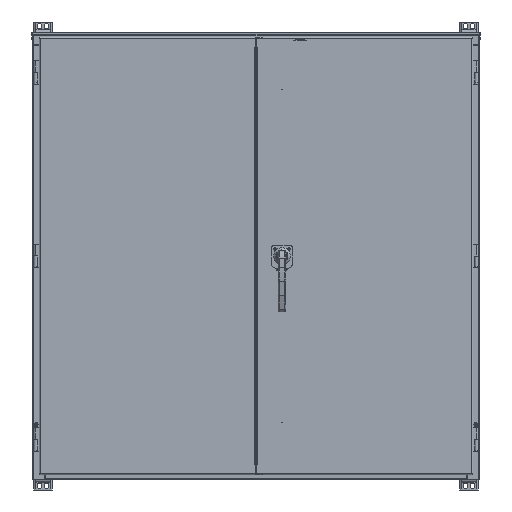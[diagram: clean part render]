
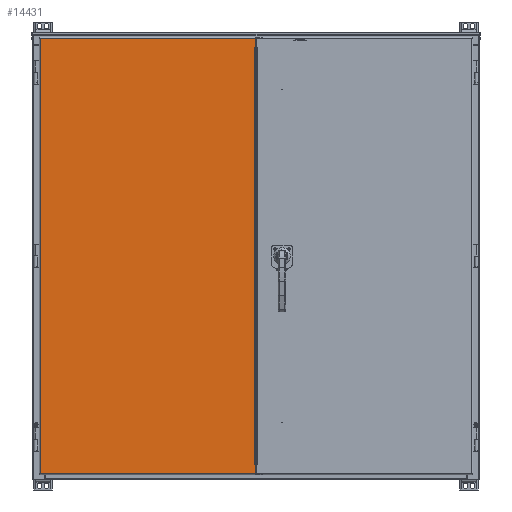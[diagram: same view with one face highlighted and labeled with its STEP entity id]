
A CAD part, front view. The second image highlights one B-rep face of the part: STEP entity #14431.
In plain terms, the highlighted planar face has unit normal (0, -1, 0).
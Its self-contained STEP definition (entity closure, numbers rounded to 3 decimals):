
#1291=LINE('',#23372,#2525);
#1292=LINE('',#23374,#2526);
#1300=LINE('',#23396,#2534);
#1302=LINE('',#23400,#2536);
#1303=LINE('',#23402,#2537);
#1304=LINE('',#23404,#2538);
#1305=LINE('',#23406,#2539);
#1306=LINE('',#23408,#2540);
#1307=LINE('',#23409,#2541);
#1308=LINE('',#23410,#2542);
#2525=VECTOR('',#19050,1000.);
#2526=VECTOR('',#19053,1000.);
#2534=VECTOR('',#19067,1000.);
#2536=VECTOR('',#19071,1000.);
#2537=VECTOR('',#19072,1000.);
#2538=VECTOR('',#19073,1000.);
#2539=VECTOR('',#19074,1000.);
#2540=VECTOR('',#19075,1000.);
#2541=VECTOR('',#19076,1000.);
#2542=VECTOR('',#19077,1000.);
#4904=ORIENTED_EDGE('',*,*,#7949,.F.);
#4905=ORIENTED_EDGE('',*,*,#7962,.T.);
#4906=ORIENTED_EDGE('',*,*,#7963,.T.);
#4907=ORIENTED_EDGE('',*,*,#7964,.T.);
#4908=ORIENTED_EDGE('',*,*,#7965,.T.);
#4909=ORIENTED_EDGE('',*,*,#7966,.T.);
#4910=ORIENTED_EDGE('',*,*,#7950,.T.);
#4911=ORIENTED_EDGE('',*,*,#7967,.F.);
#4912=ORIENTED_EDGE('',*,*,#7960,.F.);
#4913=ORIENTED_EDGE('',*,*,#7968,.T.);
#7949=EDGE_CURVE('',#9659,#9657,#1291,.T.);
#7950=EDGE_CURVE('',#9660,#9661,#1292,.T.);
#7960=EDGE_CURVE('',#9670,#9671,#1300,.T.);
#7962=EDGE_CURVE('',#9659,#9672,#1302,.T.);
#7963=EDGE_CURVE('',#9672,#9673,#1303,.T.);
#7964=EDGE_CURVE('',#9673,#9674,#1304,.T.);
#7965=EDGE_CURVE('',#9674,#9675,#1305,.T.);
#7966=EDGE_CURVE('',#9675,#9660,#1306,.T.);
#7967=EDGE_CURVE('',#9671,#9661,#1307,.T.);
#7968=EDGE_CURVE('',#9670,#9657,#1308,.T.);
#9657=VERTEX_POINT('',#23367);
#9659=VERTEX_POINT('',#23371);
#9660=VERTEX_POINT('',#23375);
#9661=VERTEX_POINT('',#23376);
#9670=VERTEX_POINT('',#23395);
#9671=VERTEX_POINT('',#23397);
#9672=VERTEX_POINT('',#23401);
#9673=VERTEX_POINT('',#23403);
#9674=VERTEX_POINT('',#23405);
#9675=VERTEX_POINT('',#23407);
#11565=EDGE_LOOP('',(#4904,#4905,#4906,#4907,#4908,#4909,#4910,#4911,#4912,
#4913));
#12833=FACE_BOUND('',#11565,.T.);
#13737=PLANE('',#16264);
#14431=ADVANCED_FACE('',(#12833),#13737,.T.);
#16264=AXIS2_PLACEMENT_3D('',#23399,#19069,#19070);
#19050=DIRECTION('',(0.,0.,-1.));
#19053=DIRECTION('',(0.,0.,1.));
#19067=DIRECTION('',(0.,0.,-1.));
#19069=DIRECTION('',(0.,-1.,0.));
#19070=DIRECTION('',(0.,0.,-1.));
#19071=DIRECTION('',(1.,0.,0.));
#19072=DIRECTION('',(0.,0.,1.));
#19073=DIRECTION('',(-1.,0.,0.));
#19074=DIRECTION('',(0.,0.,-1.));
#19075=DIRECTION('',(1.,0.,0.));
#19076=DIRECTION('',(1.,0.,0.));
#19077=DIRECTION('',(0.,0.,1.));
#23367=CARTESIAN_POINT('',(292.113,0.,569.341));
#23371=CARTESIAN_POINT('',(292.113,0.,569.343));
#23372=CARTESIAN_POINT('',(292.113,0.,-569.343));
#23374=CARTESIAN_POINT('',(294.831,0.,-596.9));
#23375=CARTESIAN_POINT('',(294.831,0.,-594.182));
#23376=CARTESIAN_POINT('',(294.831,0.,-569.343));
#23395=CARTESIAN_POINT('',(292.113,0.,-569.341));
#23396=CARTESIAN_POINT('',(292.113,0.,-569.343));
#23397=CARTESIAN_POINT('',(292.113,0.,-569.343));
#23399=CARTESIAN_POINT('',(0.,0.,0.));
#23400=CARTESIAN_POINT('',(294.831,0.,569.343));
#23401=CARTESIAN_POINT('',(294.831,0.,569.343));
#23402=CARTESIAN_POINT('',(294.831,0.,-596.9));
#23403=CARTESIAN_POINT('',(294.831,0.,594.182));
#23404=CARTESIAN_POINT('',(-294.831,0.,594.182));
#23405=CARTESIAN_POINT('',(-292.113,0.,594.182));
#23406=CARTESIAN_POINT('',(-292.113,0.,-596.9));
#23407=CARTESIAN_POINT('',(-292.113,0.,-594.182));
#23408=CARTESIAN_POINT('',(294.831,0.,-594.182));
#23409=CARTESIAN_POINT('',(294.831,0.,-569.343));
#23410=CARTESIAN_POINT('',(292.113,0.,-569.341));
